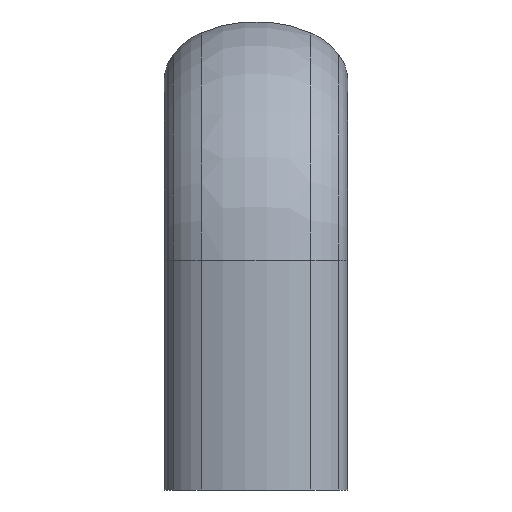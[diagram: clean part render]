
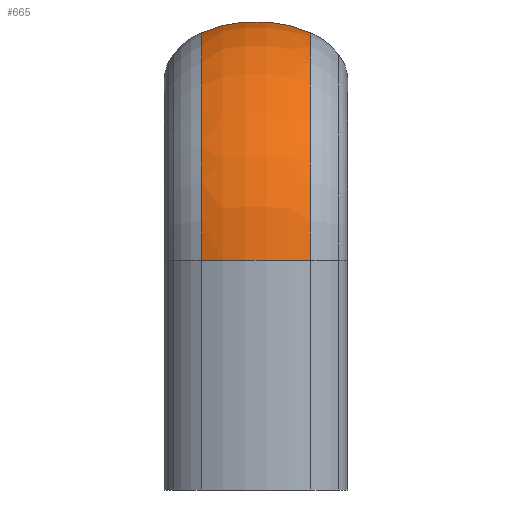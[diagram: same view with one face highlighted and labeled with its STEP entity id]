
A CAD part, left-side view. The second image highlights one B-rep face of the part: STEP entity #665.
In plain terms, the highlighted toroidal (fillet/blend) face has major radius 10.801 mm and minor radius 15.199 mm.
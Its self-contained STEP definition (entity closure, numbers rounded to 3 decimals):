
#347=VERTEX_POINT('',#930);
#389=VERTEX_POINT('',#977);
#593=EDGE_CURVE('',#389,#733,#1212,.T.);
#615=EDGE_CURVE('',#347,#733,#1236,.T.);
#643=EDGE_CURVE('',#737,#347,#1269,.T.);
#665=ADVANCED_FACE('',(#1291),#1292,.T.);
#729=EDGE_CURVE('',#737,#389,#1367,.T.);
#733=VERTEX_POINT('',#1372);
#737=VERTEX_POINT('',#1376);
#930=CARTESIAN_POINT('',(-5.28,5.967,25.0));
#977=CARTESIAN_POINT('',(19.5,-5.967,49.78));
#1212=CIRCLE('',#1947,15.199);
#1236=CIRCLE('',#1978,24.78);
#1269=CIRCLE('',#2019,15.199);
#1291=FACE_OUTER_BOUND('',#2048,.T.);
#1292=TOROIDAL_SURFACE('',#2049,10.801,15.199);
#1367=CIRCLE('',#2143,24.78);
#1372=CARTESIAN_POINT('',(19.5,5.967,49.78));
#1376=CARTESIAN_POINT('',(-5.28,-5.967,25.0));
#1947=AXIS2_PLACEMENT_3D('',#2798,#2799,#2800);
#1978=AXIS2_PLACEMENT_3D('',#2825,#2826,#2827);
#2019=AXIS2_PLACEMENT_3D('',#2879,#2880,#2881);
#2048=EDGE_LOOP('',(#2899,#2900,#2901,#2902));
#2049=AXIS2_PLACEMENT_3D('',#2903,#2904,#2905);
#2143=AXIS2_PLACEMENT_3D('',#3026,#3027,#3028);
#2798=CARTESIAN_POINT('',(19.5,0.,35.801));
#2799=DIRECTION('',(-1.0,0.0,0.));
#2800=DIRECTION('',(0.,0.393,0.92));
#2825=CARTESIAN_POINT('',(19.5,5.967,25.0));
#2826=DIRECTION('',(0.0,1.0,0.0));
#2827=DIRECTION('',(-1.0,0.0,0.0));
#2879=CARTESIAN_POINT('',(8.699,0.,25.0));
#2880=DIRECTION('',(0.0,0.0,-1.0));
#2881=DIRECTION('',(-0.92,0.393,0.0));
#2899=ORIENTED_EDGE('',*,*,#593,.T.);
#2900=ORIENTED_EDGE('',*,*,#615,.F.);
#2901=ORIENTED_EDGE('',*,*,#643,.F.);
#2902=ORIENTED_EDGE('',*,*,#729,.T.);
#2903=CARTESIAN_POINT('',(19.5,0.,25.0));
#2904=DIRECTION('',(0.0,1.0,0.0));
#2905=DIRECTION('',(0.0,0.0,-1.0));
#3026=CARTESIAN_POINT('',(19.5,-5.967,25.0));
#3027=DIRECTION('',(0.0,1.0,0.0));
#3028=DIRECTION('',(-1.0,0.0,0.0));
